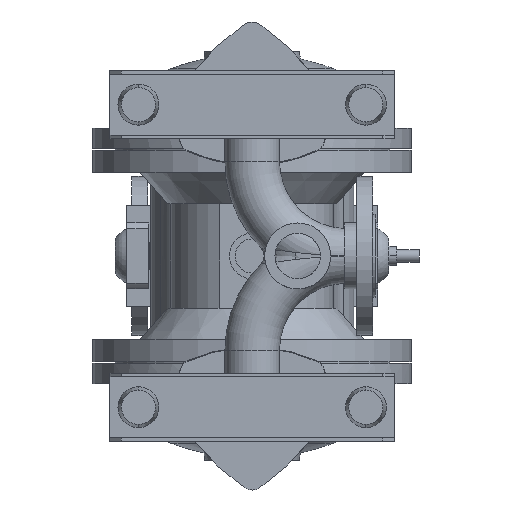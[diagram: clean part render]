
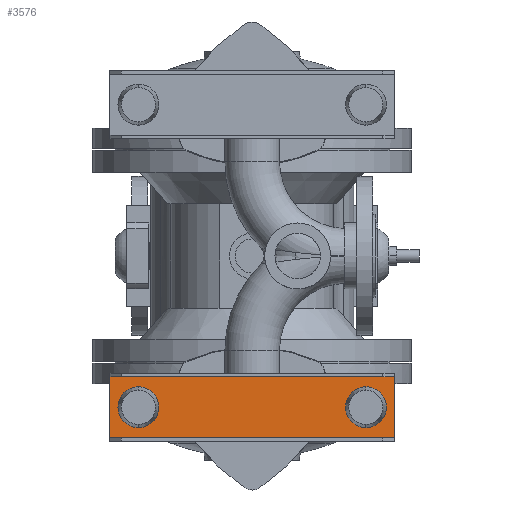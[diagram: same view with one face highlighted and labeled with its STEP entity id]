
A CAD part, front view. The second image highlights one B-rep face of the part: STEP entity #3576.
In plain terms, the highlighted planar face has unit normal (0, -1, 0).
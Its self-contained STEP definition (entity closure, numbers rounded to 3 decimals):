
#288 = VERTEX_POINT ( 'NONE', #9209 ) ;
#293 = VERTEX_POINT ( 'NONE', #9207 ) ;
#377 = EDGE_CURVE ( 'NONE', #293, #288, #9440, .T. ) ;
#3518 = EDGE_CURVE ( 'NONE', #3530, #3519, #15335, .T. ) ;
#3519 = VERTEX_POINT ( 'NONE', #15331 ) ;
#3529 = EDGE_CURVE ( 'NONE', #3539, #3530, #15320, .T. ) ;
#3530 = VERTEX_POINT ( 'NONE', #15316 ) ;
#3539 = VERTEX_POINT ( 'NONE', #15371 ) ;
#3545 = VERTEX_POINT ( 'NONE', #15366 ) ;
#3547 = EDGE_CURVE ( 'NONE', #3539, #3545, #15365, .T. ) ;
#3557 = ORIENTED_EDGE ( 'NONE', *, *, #3529, .F. ) ;
#3558 = ORIENTED_EDGE ( 'NONE', *, *, #3547, .T. ) ;
#3559 = EDGE_LOOP ( 'NONE', ( #3560, #3561 ) ) ;
#3560 = ORIENTED_EDGE ( 'NONE', *, *, #3735, .T. ) ;
#3561 = ORIENTED_EDGE ( 'NONE', *, *, #4700, .T. ) ;
#3575 = EDGE_CURVE ( 'NONE', #288, #293, #15397, .T. ) ;
#3576 = ADVANCED_FACE ( 'NONE', ( #15392, #15391, #15390 ), #15389, .F. ) ;
#3577 = EDGE_LOOP ( 'NONE', ( #3578, #3579 ) ) ;
#3578 = ORIENTED_EDGE ( 'NONE', *, *, #377, .T. ) ;
#3579 = ORIENTED_EDGE ( 'NONE', *, *, #3575, .T. ) ;
#3580 = EDGE_LOOP ( 'NONE', ( #3581, #3582, #3557, #3558 ) ) ;
#3581 = ORIENTED_EDGE ( 'NONE', *, *, #3591, .T. ) ;
#3582 = ORIENTED_EDGE ( 'NONE', *, *, #3518, .F. ) ;
#3591 = EDGE_CURVE ( 'NONE', #3545, #3519, #15384, .T. ) ;
#3733 = VERTEX_POINT ( 'NONE', #15676 ) ;
#3735 = EDGE_CURVE ( 'NONE', #3736, #3733, #15675, .T. ) ;
#3736 = VERTEX_POINT ( 'NONE', #15670 ) ;
#4700 = EDGE_CURVE ( 'NONE', #3733, #3736, #17440, .T. ) ;
#9207 = CARTESIAN_POINT ( 'NONE',  ( 100., -308.2, -115. ) ) ;
#9209 = CARTESIAN_POINT ( 'NONE',  ( 100., -308.2, -151. ) ) ;
#9436 = DIRECTION ( 'NONE',  ( 0., 0., 1. ) ) ;
#9437 = DIRECTION ( 'NONE',  ( 0., 1., 0. ) ) ;
#9438 = CARTESIAN_POINT ( 'NONE',  ( 100., -308.2, -133. ) ) ;
#9439 = AXIS2_PLACEMENT_3D ( 'NONE', #9438, #9437, #9436 ) ;
#9440 = CIRCLE ( 'NONE', #9439, 18. ) ;
#15316 = CARTESIAN_POINT ( 'NONE',  ( -125., -308.2, -106.2 ) ) ;
#15317 = DIRECTION ( 'NONE',  ( 0., 0., 1. ) ) ;
#15318 = VECTOR ( 'NONE', #15317, 1000. ) ;
#15319 = CARTESIAN_POINT ( 'NONE',  ( -125., -308.2, -106.2 ) ) ;
#15320 = LINE ( 'NONE', #15319, #15318 ) ;
#15331 = CARTESIAN_POINT ( 'NONE',  ( 125., -308.2, -106.2 ) ) ;
#15332 = DIRECTION ( 'NONE',  ( 1., 0., 0. ) ) ;
#15333 = VECTOR ( 'NONE', #15332, 1000. ) ;
#15334 = CARTESIAN_POINT ( 'NONE',  ( -125., -308.2, -106.2 ) ) ;
#15335 = LINE ( 'NONE', #15334, #15333 ) ;
#15362 = DIRECTION ( 'NONE',  ( 1., 0., 0. ) ) ;
#15363 = VECTOR ( 'NONE', #15362, 1000. ) ;
#15364 = CARTESIAN_POINT ( 'NONE',  ( -125., -308.2, -159.8 ) ) ;
#15365 = LINE ( 'NONE', #15364, #15363 ) ;
#15366 = CARTESIAN_POINT ( 'NONE',  ( 125., -308.2, -159.8 ) ) ;
#15371 = CARTESIAN_POINT ( 'NONE',  ( -125., -308.2, -159.8 ) ) ;
#15381 = DIRECTION ( 'NONE',  ( 0., 0., 1. ) ) ;
#15382 = VECTOR ( 'NONE', #15381, 1000. ) ;
#15383 = CARTESIAN_POINT ( 'NONE',  ( 125., -308.2, -106.2 ) ) ;
#15384 = LINE ( 'NONE', #15383, #15382 ) ;
#15385 = DIRECTION ( 'NONE',  ( 0., 0., 1. ) ) ;
#15386 = DIRECTION ( 'NONE',  ( 0., 1., 0. ) ) ;
#15387 = CARTESIAN_POINT ( 'NONE',  ( -125., -308.2, -106.2 ) ) ;
#15388 = AXIS2_PLACEMENT_3D ( 'NONE', #15387, #15386, #15385 ) ;
#15389 = PLANE ( 'NONE',  #15388 ) ;
#15390 = FACE_BOUND ( 'NONE', #3559, .T. ) ;
#15391 = FACE_OUTER_BOUND ( 'NONE', #3580, .T. ) ;
#15392 = FACE_BOUND ( 'NONE', #3577, .T. ) ;
#15393 = DIRECTION ( 'NONE',  ( 0., 0., 1. ) ) ;
#15394 = DIRECTION ( 'NONE',  ( 0., 1., 0. ) ) ;
#15395 = CARTESIAN_POINT ( 'NONE',  ( 100., -308.2, -133. ) ) ;
#15396 = AXIS2_PLACEMENT_3D ( 'NONE', #15395, #15394, #15393 ) ;
#15397 = CIRCLE ( 'NONE', #15396, 18. ) ;
#15670 = CARTESIAN_POINT ( 'NONE',  ( -100., -308.2, -115. ) ) ;
#15671 = DIRECTION ( 'NONE',  ( 0., 0., 1. ) ) ;
#15672 = DIRECTION ( 'NONE',  ( 0., 1., 0. ) ) ;
#15673 = CARTESIAN_POINT ( 'NONE',  ( -100., -308.2, -133. ) ) ;
#15674 = AXIS2_PLACEMENT_3D ( 'NONE', #15673, #15672, #15671 ) ;
#15675 = CIRCLE ( 'NONE', #15674, 18. ) ;
#15676 = CARTESIAN_POINT ( 'NONE',  ( -100., -308.2, -151. ) ) ;
#17436 = DIRECTION ( 'NONE',  ( 0., 0., 1. ) ) ;
#17437 = DIRECTION ( 'NONE',  ( 0., 1., 0. ) ) ;
#17438 = CARTESIAN_POINT ( 'NONE',  ( -100., -308.2, -133. ) ) ;
#17439 = AXIS2_PLACEMENT_3D ( 'NONE', #17438, #17437, #17436 ) ;
#17440 = CIRCLE ( 'NONE', #17439, 18. ) ;
